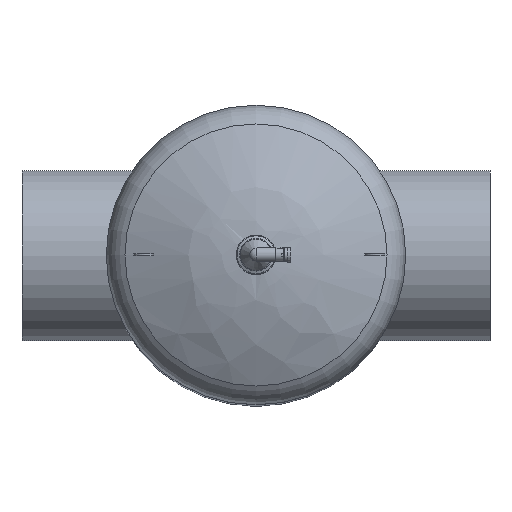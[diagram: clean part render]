
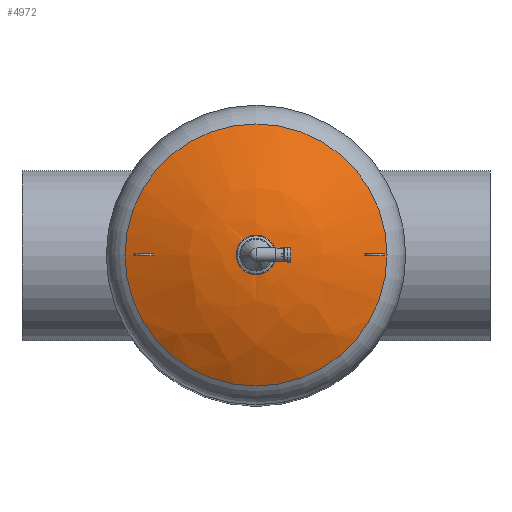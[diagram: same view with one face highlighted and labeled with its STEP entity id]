
A CAD part, top view. The second image highlights one B-rep face of the part: STEP entity #4972.
In plain terms, the highlighted free-form (B-spline) face has degree [2, 2] with [3, 9] control points.
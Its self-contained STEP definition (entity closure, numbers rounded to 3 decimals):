
#935=(
BOUNDED_CURVE()
B_SPLINE_CURVE(2,(#7783,#7784,#7785),.UNSPECIFIED.,.F.,.F.)
B_SPLINE_CURVE_WITH_KNOTS((3,3),(1.06,1.565),
 .UNSPECIFIED.)
CURVE()
GEOMETRIC_REPRESENTATION_ITEM()
RATIONAL_B_SPLINE_CURVE((1.,0.968,1.))
REPRESENTATION_ITEM($)
);
#941=(
BOUNDED_SURFACE()
B_SPLINE_SURFACE(2,2,((#7751,#7752,#7753,#7754,#7755,#7756,#7757,#7758,
#7759),(#7760,#7761,#7762,#7763,#7764,#7765,#7766,#7767,#7768),(#7769,#7770,
#7771,#7772,#7773,#7774,#7775,#7776,#7777)),.UNSPECIFIED.,.F.,.T.,.F.)
B_SPLINE_SURFACE_WITH_KNOTS((3,3),(3,2,2,2,3),(-1.565,-1.06),
(-3.142,-1.571,0.,1.571,3.142),
 .UNSPECIFIED.)
GEOMETRIC_REPRESENTATION_ITEM()
RATIONAL_B_SPLINE_SURFACE(((1.,0.707,1.,0.707,1.,
0.707,1.,0.707,1.),(0.968,0.685,
0.968,0.685,0.968,0.685,
0.968,0.685,0.968),(1.,0.707,
1.,0.707,1.,0.707,1.,0.707,1.)))
REPRESENTATION_ITEM($)
SURFACE()
);
#1251=FACE_OUTER_BOUND($,#1595,.T.);
#1595=EDGE_LOOP($,(#3498,#3499,#3500,#3501));
#1943=CIRCLE($,#5362,210.);
#1944=CIRCLE($,#5363,210.);
#2216=VERTEX_POINT($,#7778);
#2217=VERTEX_POINT($,#7779);
#2218=VERTEX_POINT($,#7782);
#2716=EDGE_CURVE($,#2216,#2217,#1943,.T.);
#2717=EDGE_CURVE($,#2217,#2216,#1944,.T.);
#2718=EDGE_CURVE($,#2217,#2218,#935,.T.);
#3498=ORIENTED_EDGE($,*,*,#2716,.F.);
#3499=ORIENTED_EDGE($,*,*,#2717,.F.);
#3500=ORIENTED_EDGE($,*,*,#2718,.T.);
#3501=ORIENTED_EDGE($,*,*,#2718,.F.);
#4972=ADVANCED_FACE($,(#1251),#941,.F.);
#5362=AXIS2_PLACEMENT_3D($,#7780,#6049,#6050);
#5363=AXIS2_PLACEMENT_3D($,#7781,#6051,#6052);
#6049=DIRECTION('center_axis',(0.,0.,
-1.));
#6050=DIRECTION('ref_axis',(1.,0.,0.));
#6051=DIRECTION('center_axis',(0.,0.,
-1.));
#6052=DIRECTION('ref_axis',(1.,0.,0.));
#7751=CARTESIAN_POINT('Ctrl Pts',(0.,0.,
1552.));
#7752=CARTESIAN_POINT('Ctrl Pts',(0.,0.,
1552.));
#7753=CARTESIAN_POINT('Ctrl Pts',(0.,0.,
1552.));
#7754=CARTESIAN_POINT('Ctrl Pts',(0.,0.,
1552.));
#7755=CARTESIAN_POINT('Ctrl Pts',(0.,0.,
1552.));
#7756=CARTESIAN_POINT('Ctrl Pts',(0.,0.,
1552.));
#7757=CARTESIAN_POINT('Ctrl Pts',(0.,0.,
1552.));
#7758=CARTESIAN_POINT('Ctrl Pts',(0.,0.,
1552.));
#7759=CARTESIAN_POINT('Ctrl Pts',(0.,0.,
1552.));
#7760=CARTESIAN_POINT('Ctrl Pts',(0.,-112.158,
1551.404));
#7761=CARTESIAN_POINT('Ctrl Pts',(-112.158,-112.158,1551.404));
#7762=CARTESIAN_POINT('Ctrl Pts',(-112.158,0.,
1551.404));
#7763=CARTESIAN_POINT('Ctrl Pts',(-112.158,112.158,1551.404));
#7764=CARTESIAN_POINT('Ctrl Pts',(0.,112.158,
1551.404));
#7765=CARTESIAN_POINT('Ctrl Pts',(112.158,112.158,1551.404));
#7766=CARTESIAN_POINT('Ctrl Pts',(112.158,0.,
1551.404));
#7767=CARTESIAN_POINT('Ctrl Pts',(112.158,-112.158,1551.404));
#7768=CARTESIAN_POINT('Ctrl Pts',(0.,-112.158,
1551.404));
#7769=CARTESIAN_POINT('Ctrl Pts',(0.,-210.,1496.57));
#7770=CARTESIAN_POINT('Ctrl Pts',(-210.,-210.,1496.57));
#7771=CARTESIAN_POINT('Ctrl Pts',(-210.,0.,1496.57));
#7772=CARTESIAN_POINT('Ctrl Pts',(-210.,210.,1496.57));
#7773=CARTESIAN_POINT('Ctrl Pts',(0.,210.,1496.57));
#7774=CARTESIAN_POINT('Ctrl Pts',(210.,210.,1496.57));
#7775=CARTESIAN_POINT('Ctrl Pts',(210.,0.,1496.57));
#7776=CARTESIAN_POINT('Ctrl Pts',(210.,-210.,1496.57));
#7777=CARTESIAN_POINT('Ctrl Pts',(0.,-210.,1496.57));
#7778=CARTESIAN_POINT('',(-210.,0.,1496.57));
#7779=CARTESIAN_POINT('',(0.,-210.,1496.57));
#7780=CARTESIAN_POINT('Origin',(0.,0.,1496.57));
#7781=CARTESIAN_POINT('Origin',(0.,0.,1496.57));
#7782=CARTESIAN_POINT('',(0.,0.,1552.));
#7783=CARTESIAN_POINT('Ctrl Pts',(0.,-210.,1496.57));
#7784=CARTESIAN_POINT('Ctrl Pts',(0.,-112.158,
1551.404));
#7785=CARTESIAN_POINT('Ctrl Pts',(0.,0.,
1552.));
